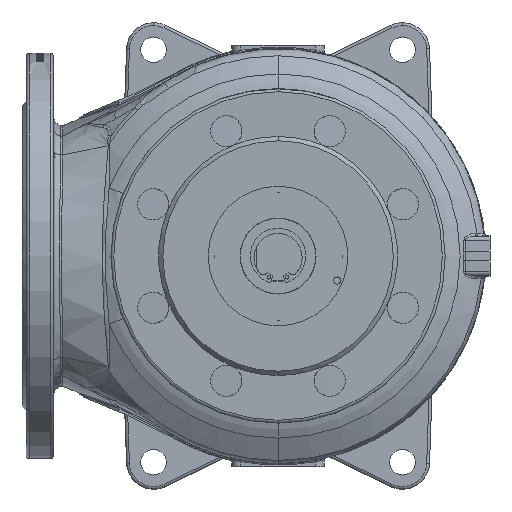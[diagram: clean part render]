
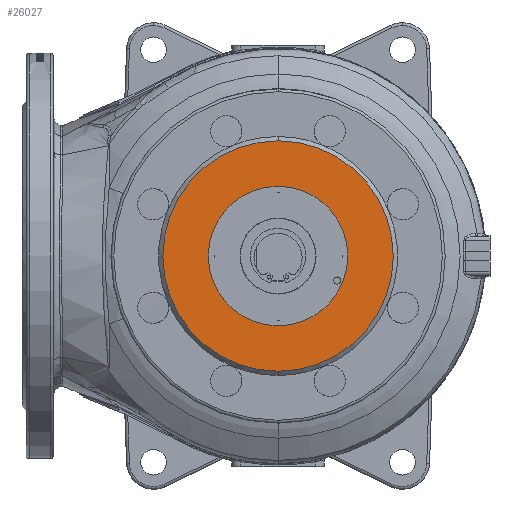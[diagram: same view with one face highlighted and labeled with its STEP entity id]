
A CAD part, front view. The second image highlights one B-rep face of the part: STEP entity #26027.
In plain terms, the highlighted planar face has unit normal (0, -1, 0).
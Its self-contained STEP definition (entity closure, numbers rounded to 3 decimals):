
#880 = CARTESIAN_POINT ( 'NONE',  ( 0., -220., -81. ) ) ;
#1215 = VERTEX_POINT ( 'NONE', #14645 ) ;
#1860 = ORIENTED_EDGE ( 'NONE', *, *, #43858, .T. ) ;
#7591 = CARTESIAN_POINT ( 'NONE',  ( 0., -220., 0. ) ) ;
#14645 = CARTESIAN_POINT ( 'NONE',  ( 0., -220., 81. ) ) ;
#18599 = CARTESIAN_POINT ( 'NONE',  ( 0., -220., 0. ) ) ;
#26027 = ADVANCED_FACE ( 'NONE', ( #203731, #240402 ), #225667, .T. ) ;
#43858 = EDGE_CURVE ( 'NONE', #155485, #174203, #79190, .T. ) ;
#52647 = CIRCLE ( 'NONE', #110495, 81. ) ;
#59299 = ORIENTED_EDGE ( 'NONE', *, *, #151579, .F. ) ;
#79190 = CIRCLE ( 'NONE', #153097, 49. ) ;
#86799 = ORIENTED_EDGE ( 'NONE', *, *, #109524, .T. ) ;
#102944 = DIRECTION ( 'NONE',  ( 0., 0., 1. ) ) ;
#106886 = CIRCLE ( 'NONE', #173057, 81. ) ;
#109524 = EDGE_CURVE ( 'NONE', #174203, #155485, #138153, .T. ) ;
#110495 = AXIS2_PLACEMENT_3D ( 'NONE', #124293, #201041, #203397 ) ;
#124293 = CARTESIAN_POINT ( 'NONE',  ( 0., -220., 0. ) ) ;
#135441 = DIRECTION ( 'NONE',  ( 0., 0., -1. ) ) ;
#135584 = EDGE_LOOP ( 'NONE', ( #1860, #86799 ) ) ;
#138153 = CIRCLE ( 'NONE', #192605, 49. ) ;
#148844 = DIRECTION ( 'NONE',  ( 0., 1., 0. ) ) ;
#151579 = EDGE_CURVE ( 'NONE', #192942, #1215, #106886, .T. ) ;
#153097 = AXIS2_PLACEMENT_3D ( 'NONE', #18599, #148844, #223153 ) ;
#155118 = ORIENTED_EDGE ( 'NONE', *, *, #169613, .F. ) ;
#155485 = VERTEX_POINT ( 'NONE', #198894 ) ;
#169613 = EDGE_CURVE ( 'NONE', #1215, #192942, #52647, .T. ) ;
#172050 = DIRECTION ( 'NONE',  ( 0., -1., 0. ) ) ;
#173057 = AXIS2_PLACEMENT_3D ( 'NONE', #215076, #178493, #102944 ) ;
#173225 = CARTESIAN_POINT ( 'NONE',  ( 0., -220., 0. ) ) ;
#174203 = VERTEX_POINT ( 'NONE', #209574 ) ;
#176450 = AXIS2_PLACEMENT_3D ( 'NONE', #173225, #172050, #135441 ) ;
#176820 = DIRECTION ( 'NONE',  ( 0., 0., 1. ) ) ;
#177996 = DIRECTION ( 'NONE',  ( 0., 1., 0. ) ) ;
#178493 = DIRECTION ( 'NONE',  ( 0., 1., 0. ) ) ;
#192605 = AXIS2_PLACEMENT_3D ( 'NONE', #7591, #177996, #176820 ) ;
#192942 = VERTEX_POINT ( 'NONE', #880 ) ;
#198894 = CARTESIAN_POINT ( 'NONE',  ( 0., -220., 49. ) ) ;
#201041 = DIRECTION ( 'NONE',  ( 0., 1., 0. ) ) ;
#203397 = DIRECTION ( 'NONE',  ( 0., 0., 1. ) ) ;
#203731 = FACE_BOUND ( 'NONE', #135584, .T. ) ;
#206424 = EDGE_LOOP ( 'NONE', ( #155118, #59299 ) ) ;
#209574 = CARTESIAN_POINT ( 'NONE',  ( 0., -220., -49. ) ) ;
#215076 = CARTESIAN_POINT ( 'NONE',  ( 0., -220., 0. ) ) ;
#223153 = DIRECTION ( 'NONE',  ( 0., 0., 1. ) ) ;
#225667 = PLANE ( 'NONE',  #176450 ) ;
#240402 = FACE_OUTER_BOUND ( 'NONE', #206424, .T. ) ;
